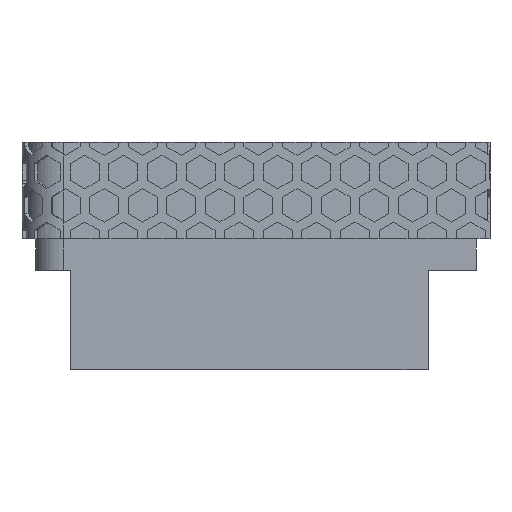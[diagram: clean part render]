
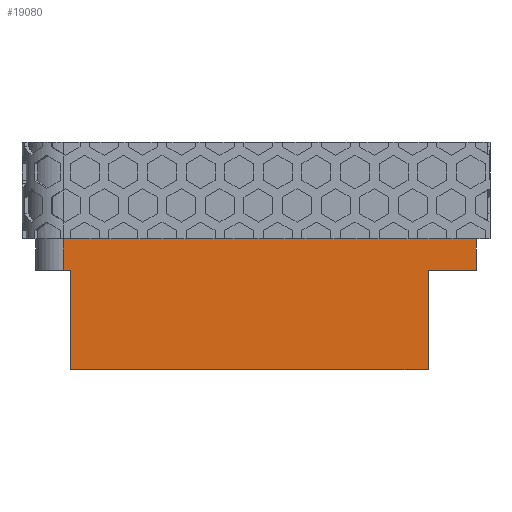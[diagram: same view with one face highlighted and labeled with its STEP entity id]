
A CAD part, left-side view. The second image highlights one B-rep face of the part: STEP entity #19080.
In plain terms, the highlighted planar face has unit normal (-1, 0, 0).
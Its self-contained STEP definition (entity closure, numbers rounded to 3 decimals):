
#421=FACE_OUTER_BOUND('',#1491,.T.);
#1491=EDGE_LOOP('',(#13111,#13112,#13113,#13114,#13115,#13116,#13117,#13118));
#3080=LINE('',#27123,#5707);
#3088=LINE('',#27150,#5715);
#3089=LINE('',#27153,#5716);
#3090=LINE('',#27154,#5717);
#3091=LINE('',#27156,#5718);
#3092=LINE('',#27158,#5719);
#3093=LINE('',#27160,#5720);
#3094=LINE('',#27161,#5721);
#5707=VECTOR('',#21705,10.);
#5715=VECTOR('',#21729,10.);
#5716=VECTOR('',#21732,10.);
#5717=VECTOR('',#21733,10.);
#5718=VECTOR('',#21734,10.);
#5719=VECTOR('',#21735,10.);
#5720=VECTOR('',#21736,10.);
#5721=VECTOR('',#21737,10.);
#8382=VERTEX_POINT('',#27119);
#8384=VERTEX_POINT('',#27122);
#8394=VERTEX_POINT('',#27146);
#8395=VERTEX_POINT('',#27148);
#8396=VERTEX_POINT('',#27152);
#8397=VERTEX_POINT('',#27155);
#8398=VERTEX_POINT('',#27157);
#8399=VERTEX_POINT('',#27159);
#10255=EDGE_CURVE('',#8382,#8384,#3080,.T.);
#10268=EDGE_CURVE('',#8394,#8395,#3088,.T.);
#10269=EDGE_CURVE('',#8394,#8396,#3089,.T.);
#10270=EDGE_CURVE('',#8395,#8384,#3090,.T.);
#10271=EDGE_CURVE('',#8397,#8382,#3091,.T.);
#10272=EDGE_CURVE('',#8397,#8398,#3092,.T.);
#10273=EDGE_CURVE('',#8399,#8398,#3093,.T.);
#10274=EDGE_CURVE('',#8396,#8399,#3094,.T.);
#13111=ORIENTED_EDGE('',*,*,#10269,.F.);
#13112=ORIENTED_EDGE('',*,*,#10268,.T.);
#13113=ORIENTED_EDGE('',*,*,#10270,.T.);
#13114=ORIENTED_EDGE('',*,*,#10255,.F.);
#13115=ORIENTED_EDGE('',*,*,#10271,.F.);
#13116=ORIENTED_EDGE('',*,*,#10272,.T.);
#13117=ORIENTED_EDGE('',*,*,#10273,.F.);
#13118=ORIENTED_EDGE('',*,*,#10274,.F.);
#18162=PLANE('',#20146);
#19080=ADVANCED_FACE('',(#421),#18162,.F.);
#20146=AXIS2_PLACEMENT_3D('',#27151,#21730,#21731);
#21705=DIRECTION('',(0.,0.,1.));
#21729=DIRECTION('',(0.,0.,1.));
#21730=DIRECTION('center_axis',(1.,0.,0.));
#21731=DIRECTION('ref_axis',(0.,1.,0.));
#21732=DIRECTION('',(0.,1.,0.));
#21733=DIRECTION('',(0.,1.,0.));
#21734=DIRECTION('',(0.,1.,0.));
#21735=DIRECTION('',(0.,0.,-1.));
#21736=DIRECTION('',(0.,1.,0.));
#21737=DIRECTION('',(0.,0.,-1.));
#27119=CARTESIAN_POINT('',(5.505,33.834,0.));
#27122=CARTESIAN_POINT('',(5.505,33.834,2.3));
#27123=CARTESIAN_POINT('',(5.505,33.834,0.));
#27146=CARTESIAN_POINT('',(5.505,3.834,0.));
#27148=CARTESIAN_POINT('',(5.505,3.834,2.3));
#27150=CARTESIAN_POINT('',(5.505,3.834,0.));
#27151=CARTESIAN_POINT('Origin',(5.505,3.834,0.));
#27152=CARTESIAN_POINT('',(5.505,7.334,0.));
#27153=CARTESIAN_POINT('',(5.505,11.834,0.));
#27154=CARTESIAN_POINT('',(5.505,33.834,2.3));
#27155=CARTESIAN_POINT('',(5.505,33.334,0.));
#27156=CARTESIAN_POINT('',(5.505,11.834,0.));
#27157=CARTESIAN_POINT('',(5.505,33.334,-7.2));
#27158=CARTESIAN_POINT('',(5.505,33.334,0.));
#27159=CARTESIAN_POINT('',(5.505,7.334,-7.2));
#27160=CARTESIAN_POINT('',(5.505,33.334,-7.2));
#27161=CARTESIAN_POINT('',(5.505,7.334,0.));
